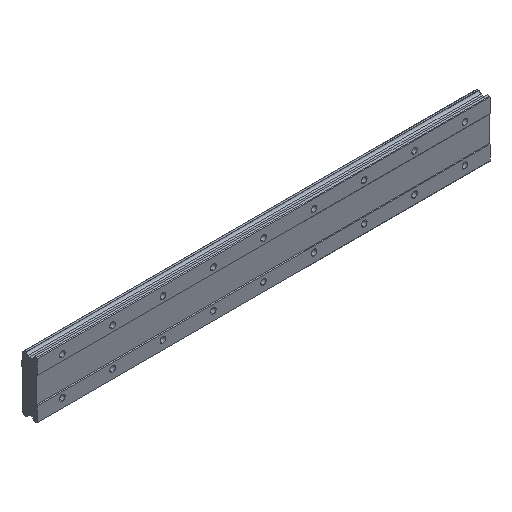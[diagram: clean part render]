
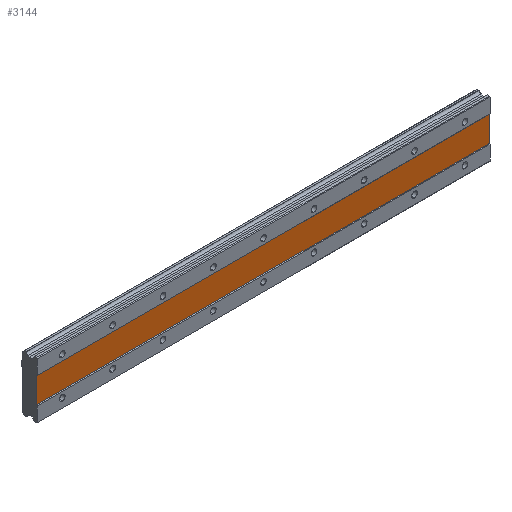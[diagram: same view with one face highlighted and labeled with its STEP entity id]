
A CAD part, isometric view. The second image highlights one B-rep face of the part: STEP entity #3144.
In plain terms, the highlighted planar face has unit normal (0, -1, 0).
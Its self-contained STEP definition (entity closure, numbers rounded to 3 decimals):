
#37 = CARTESIAN_POINT ( 'NONE',  ( 680., 1., 44.91 ) ) ;
#188 = LINE ( 'NONE', #1399, #1272 ) ;
#260 = EDGE_CURVE ( 'NONE', #595, #2663, #1605, .T. ) ;
#381 = DIRECTION ( 'NONE',  ( 1., 0., 0. ) ) ;
#482 = ORIENTED_EDGE ( 'NONE', *, *, #2396, .F. ) ;
#595 = VERTEX_POINT ( 'NONE', #1485 ) ;
#604 = DIRECTION ( 'NONE',  ( 0., 0., -1. ) ) ;
#625 = CARTESIAN_POINT ( 'NONE',  ( 680., 1., 20. ) ) ;
#725 = EDGE_LOOP ( 'NONE', ( #1829, #482, #1160, #2639 ) ) ;
#1081 = DIRECTION ( 'NONE',  ( 0., 1., 0. ) ) ;
#1160 = ORIENTED_EDGE ( 'NONE', *, *, #260, .F. ) ;
#1178 = FACE_OUTER_BOUND ( 'NONE', #725, .T. ) ;
#1272 = VECTOR ( 'NONE', #2604, 1000. ) ;
#1379 = VERTEX_POINT ( 'NONE', #2348 ) ;
#1399 = CARTESIAN_POINT ( 'NONE',  ( 680., 1., -20. ) ) ;
#1473 = DIRECTION ( 'NONE',  ( 0., 0., 1. ) ) ;
#1485 = CARTESIAN_POINT ( 'NONE',  ( -40., 1., 20. ) ) ;
#1605 = LINE ( 'NONE', #2495, #2759 ) ;
#1829 = ORIENTED_EDGE ( 'NONE', *, *, #2090, .F. ) ;
#1972 = VECTOR ( 'NONE', #3397, 1000. ) ;
#2090 = EDGE_CURVE ( 'NONE', #1379, #2427, #188, .T. ) ;
#2348 = CARTESIAN_POINT ( 'NONE',  ( 680., 1., -20. ) ) ;
#2385 = CARTESIAN_POINT ( 'NONE',  ( 680., 1., 20. ) ) ;
#2396 = EDGE_CURVE ( 'NONE', #2663, #1379, #3635, .T. ) ;
#2403 = LINE ( 'NONE', #3615, #2843 ) ;
#2427 = VERTEX_POINT ( 'NONE', #3383 ) ;
#2495 = CARTESIAN_POINT ( 'NONE',  ( 680., 1., 20. ) ) ;
#2604 = DIRECTION ( 'NONE',  ( -1., 0., 0. ) ) ;
#2639 = ORIENTED_EDGE ( 'NONE', *, *, #3617, .T. ) ;
#2663 = VERTEX_POINT ( 'NONE', #625 ) ;
#2759 = VECTOR ( 'NONE', #381, 1000. ) ;
#2843 = VECTOR ( 'NONE', #604, 1000. ) ;
#3144 = ADVANCED_FACE ( 'NONE', ( #1178 ), #3804, .F. ) ;
#3237 = AXIS2_PLACEMENT_3D ( 'NONE', #2385, #1081, #1473 ) ;
#3383 = CARTESIAN_POINT ( 'NONE',  ( -40., 1., -20. ) ) ;
#3397 = DIRECTION ( 'NONE',  ( 0., 0., -1. ) ) ;
#3615 = CARTESIAN_POINT ( 'NONE',  ( -40., 1., 44.91 ) ) ;
#3617 = EDGE_CURVE ( 'NONE', #595, #2427, #2403, .T. ) ;
#3635 = LINE ( 'NONE', #37, #1972 ) ;
#3804 = PLANE ( 'NONE',  #3237 ) ;
